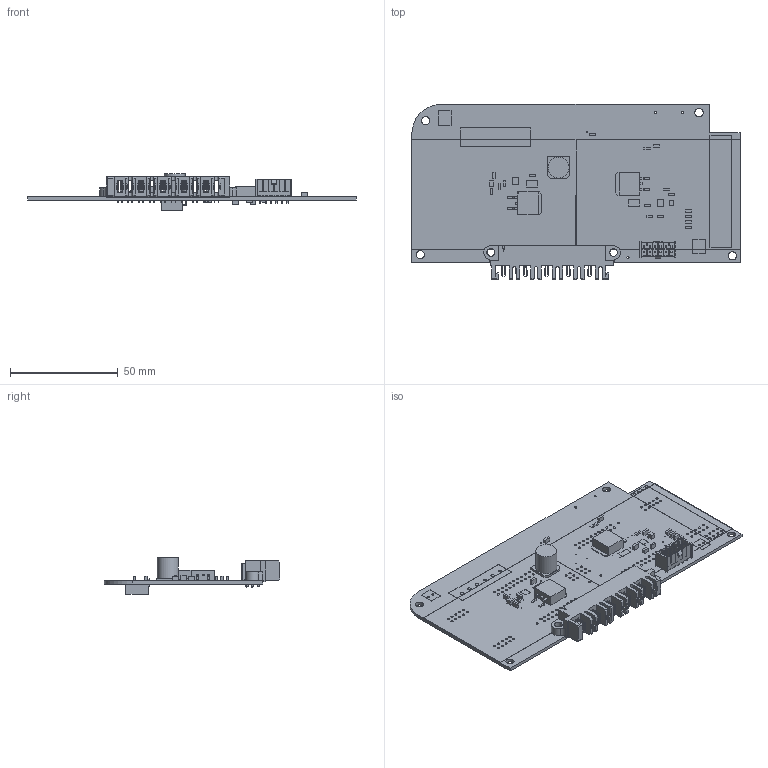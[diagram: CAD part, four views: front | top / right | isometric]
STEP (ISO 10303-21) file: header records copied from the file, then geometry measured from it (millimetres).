
FILE_DESCRIPTION(/* description */ (''),/* implementation_level */ '2;1');
FILE_NAME(/* name */ '790a29d0-e2df-489b-a956-05169d3c23f8.stp',/* time_stamp */ '2021-01-11T14:56:30+00:00',/* author */ (''),/* organization */ (''),/* preprocessor_version */ 'ST-DEVELOPER v18.1',/* originating_system */ 'Autodesk Translation Framework v9.7.1.1290',/* authorisation */ '');
FILE_SCHEMA (('AUTOMOTIVE_DESIGN { 1 0 10303 214 3 1 1 }'));
Products named in the file (24): 790a29d0-e2df-489b-a956-05169d3c23f8; PCB Component; Board; 15V; 470; IRF1018EPBF; POE_TERMINAL; LM74610; SSM3K341R; 48V; 2.2uF; 330uF; MPPT-10-01-01-L-RA-SD; _MPPT-10-01-01-L-RA-SD-_t; _MPPT-10-01-01-L-RA-SD-_tr; _MPPT-10-01-01-L-RA-SD-_p; 6-32-HOLE; DIST2CON; LED-0603; IPL1-106-01-L-D-K; _IPL1-106-01-D-K_HDR; _T-1S64-01-06-D; LM5050; DIST2BRICKVER_D2
Assembly tree (51 placements, depth 4):
  790a29d0-e2df-489b-a956-05169d3c23f8
    PCB Component
      Board
      15V  x6
      470  x11
      IRF1018EPBF  x3
      POE_TERMINAL  x2
      LM74610  x2
      SSM3K341R  x3
      48V
      2.2uF  x2
      330uF
      MPPT-10-01-01-L-RA-SD
        _MPPT-10-01-01-L-RA-SD-_t
        _MPPT-10-01-01-L-RA-SD-_tr
        _MPPT-10-01-01-L-RA-SD-_p
      6-32-HOLE  x4
      DIST2CON
      LED-0603  x2
      IPL1-106-01-L-D-K
        _IPL1-106-01-D-K_HDR
        _T-1S64-01-06-D
      LM5050  x2
      DIST2BRICKVER_D2  x2
Bounding box: 152.4 x 81.36 x 17.1 mm (x, y, z)
Volume: 25252.8 mm3; surface area: 55374.6 mm2
Topology: 44 solids, 44 shells, 2584 faces, 7188 edges, 4712 vertices
Faces by surface type: plane 1975, cylinder 609
Full cylindrical faces by diameter (mm): 0.3 x3, 0.35 x32, 0.965 x4, 1 x152, 1.016 x12, 1.04 x60, 1.524 x6, 3.6 x4, 3.81 x4, 9.738 x1
Entity records: 80243 total; most frequent: CARTESIAN_POINT 13721, ORIENTED_EDGE 13356, DIRECTION 12682, EDGE_CURVE 6678, LINE 5456, VECTOR 5456, VERTEX_POINT 4372, AXIS2_PLACEMENT_3D 3613
